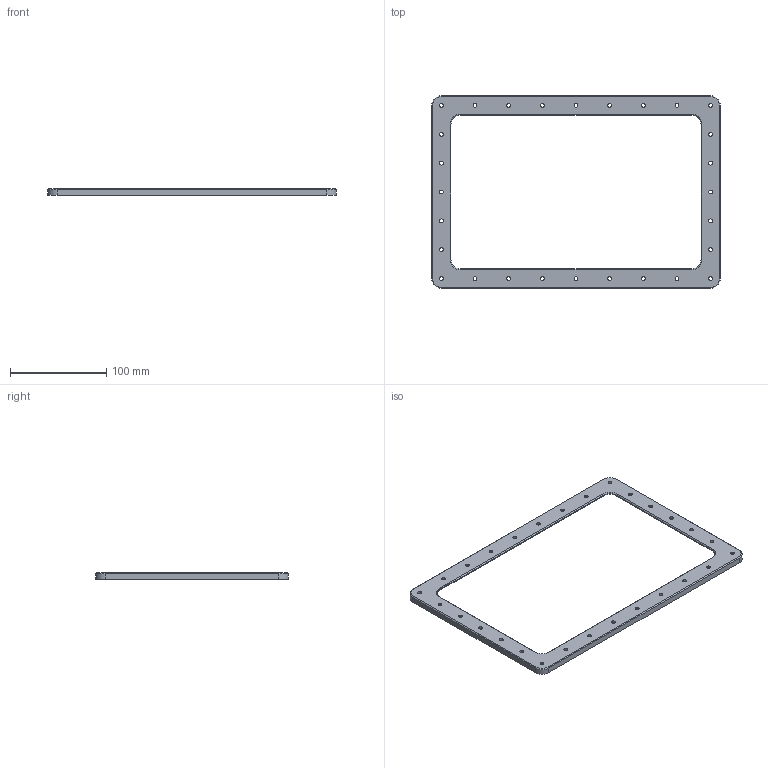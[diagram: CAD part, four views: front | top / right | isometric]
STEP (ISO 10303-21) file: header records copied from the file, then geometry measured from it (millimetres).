
FILE_DESCRIPTION(('CATIA V5 STEP Exchange'),'2;1');
FILE_NAME('Cadre-INOX-2.stp','2016-06-07T23:42:07+00:00',('none'),('none'),'CATIA Version 5 Release 21 GA (IN-10)','CATIA V5 STEP AP203','none');
FILE_SCHEMA(('CONFIG_CONTROL_DESIGN'));
Length unit declared in the file: millimetre
Products named in the file (1): Part1
Bounding box: 300 x 200 x 7 mm (x, y, z)
Volume: 59693.5 mm3; surface area: 48981.9 mm2
Topology: 1 solids, 1 shells, 99 faces, 272 edges, 176 vertices
Faces by surface type: cylinder 68, plane 23, cone 8
Entity records: 3076 total; most frequent: ORIENTED_EDGE 544, CARTESIAN_POINT 520, DIRECTION 414, EDGE_CURVE 272, AXIS2_PLACEMENT_3D 216, VERTEX_POINT 176, EDGE_LOOP 158, CIRCLE 144
